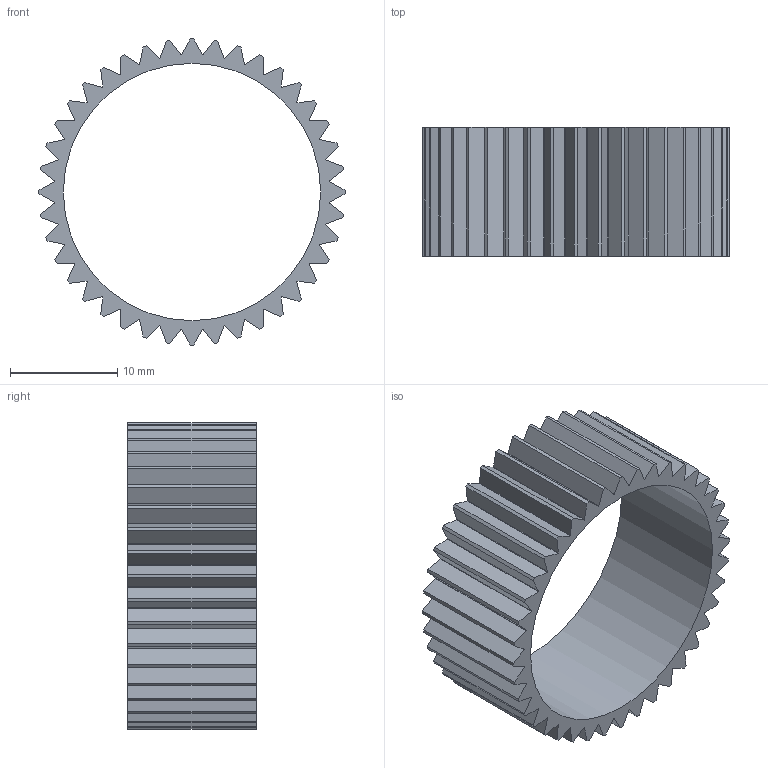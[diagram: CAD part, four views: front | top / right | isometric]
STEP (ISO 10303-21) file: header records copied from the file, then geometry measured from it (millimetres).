
FILE_DESCRIPTION(/* description */ (''),/* implementation_level */ '2;1');
FILE_NAME(/* name */ 'Flex spline.step',/* time_stamp */ '2025-08-28T03:25:55+04:00',/* author */ (''),/* organization */ (''),/* preprocessor_version */ 'ST-DEVELOPER v20.1',/* originating_system */ 'Autodesk Translation Framework v14.10.0.0',/* authorisation */ '');
FILE_SCHEMA (('AUTOMOTIVE_DESIGN { 1 0 10303 214 3 1 1 }'));
Length unit declared in the file: millimetre
Products named in the file (1): Flex spline
Bounding box: 28.55 x 12 x 28.55 mm (x, y, z)
Volume: 1572.1 mm3; surface area: 2957.8 mm2
Topology: 1 solids, 1 shells, 163 faces, 483 edges, 322 vertices
Faces by surface type: plane 162, cylinder 1
Full cylindrical faces by diameter (mm): 24 x1
Entity records: 5383 total; most frequent: CARTESIAN_POINT 969, ORIENTED_EDGE 966, DIRECTION 813, EDGE_CURVE 483, LINE 481, VECTOR 481, VERTEX_POINT 322, AXIS2_PLACEMENT_3D 166
